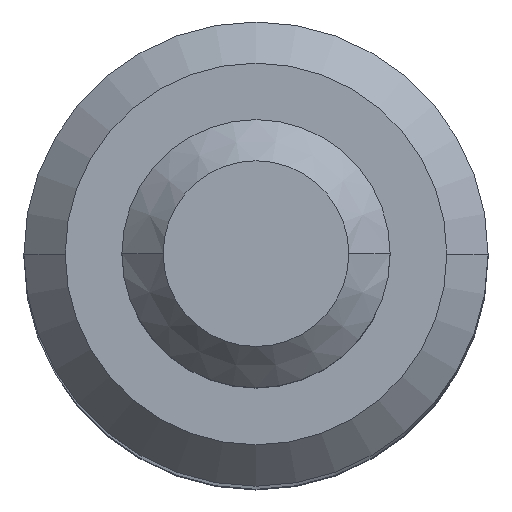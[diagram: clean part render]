
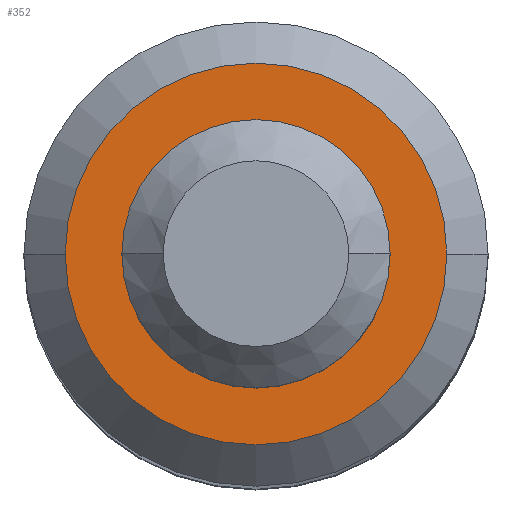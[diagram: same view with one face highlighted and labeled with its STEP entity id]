
A CAD part, top view. The second image highlights one B-rep face of the part: STEP entity #352.
In plain terms, the highlighted planar face has unit normal (0, 0, 1).
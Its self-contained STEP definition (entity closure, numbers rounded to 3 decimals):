
#5 = EDGE_CURVE ( 'NONE', #380, #389, #537, .T. ) ;
#65 = CARTESIAN_POINT ( 'NONE',  ( 1.85, 0., -2.072 ) ) ;
#69 = CARTESIAN_POINT ( 'NONE',  ( -1.85, 0., -2.072 ) ) ;
#113 = DIRECTION ( 'NONE',  ( 1., 0., 0. ) ) ;
#114 = DIRECTION ( 'NONE',  ( 0., 0., -1. ) ) ;
#115 = CARTESIAN_POINT ( 'NONE',  ( 0., 0., -2.072 ) ) ;
#116 = CIRCLE ( 'NONE', #133, 1.3 ) ;
#122 = CARTESIAN_POINT ( 'NONE',  ( 0., 0., -2.072 ) ) ;
#123 = AXIS2_PLACEMENT_3D ( 'NONE', #122, #135, #138 ) ;
#128 = CIRCLE ( 'NONE', #123, 1.85 ) ;
#133 = AXIS2_PLACEMENT_3D ( 'NONE', #115, #114, #113 ) ;
#135 = DIRECTION ( 'NONE',  ( 0., 0., -1. ) ) ;
#138 = DIRECTION ( 'NONE',  ( -1., 0., 0. ) ) ;
#149 = DIRECTION ( 'NONE',  ( 1., 0., 0. ) ) ;
#156 = CIRCLE ( 'NONE', #169, 1.3 ) ;
#166 = DIRECTION ( 'NONE',  ( 0., 0., -1. ) ) ;
#167 = CARTESIAN_POINT ( 'NONE',  ( 0., 0., -2.072 ) ) ;
#169 = AXIS2_PLACEMENT_3D ( 'NONE', #167, #166, #149 ) ;
#277 = VERTEX_POINT ( 'NONE', #467 ) ;
#287 = VERTEX_POINT ( 'NONE', #465 ) ;
#296 = EDGE_LOOP ( 'NONE', ( #301, #350 ) ) ;
#298 = ORIENTED_EDGE ( 'NONE', *, *, #413, .T. ) ;
#301 = ORIENTED_EDGE ( 'NONE', *, *, #5, .F. ) ;
#349 = ORIENTED_EDGE ( 'NONE', *, *, #422, .T. ) ;
#350 = ORIENTED_EDGE ( 'NONE', *, *, #405, .F. ) ;
#352 = ADVANCED_FACE ( 'NONE', ( #479, #525 ), #519, .T. ) ;
#380 = VERTEX_POINT ( 'NONE', #69 ) ;
#389 = VERTEX_POINT ( 'NONE', #65 ) ;
#405 = EDGE_CURVE ( 'NONE', #389, #380, #128, .T. ) ;
#413 = EDGE_CURVE ( 'NONE', #287, #277, #116, .T. ) ;
#417 = EDGE_LOOP ( 'NONE', ( #298, #349 ) ) ;
#422 = EDGE_CURVE ( 'NONE', #277, #287, #156, .T. ) ;
#465 = CARTESIAN_POINT ( 'NONE',  ( 1.3, 0., -2.072 ) ) ;
#467 = CARTESIAN_POINT ( 'NONE',  ( -1.3, 0., -2.072 ) ) ;
#469 = AXIS2_PLACEMENT_3D ( 'NONE', #482, #509, #511 ) ;
#479 = FACE_BOUND ( 'NONE', #417, .T. ) ;
#482 = CARTESIAN_POINT ( 'NONE',  ( 0., 0., -2.072 ) ) ;
#509 = DIRECTION ( 'NONE',  ( 0., 0., -1. ) ) ;
#511 = DIRECTION ( 'NONE',  ( -1., 0., 0. ) ) ;
#514 = DIRECTION ( 'NONE',  ( 1., 0., 0. ) ) ;
#515 = DIRECTION ( 'NONE',  ( 0., 0., 1. ) ) ;
#516 = AXIS2_PLACEMENT_3D ( 'NONE', #518, #515, #514 ) ;
#518 = CARTESIAN_POINT ( 'NONE',  ( 0., 0., -2.072 ) ) ;
#519 = PLANE ( 'NONE',  #516 ) ;
#525 = FACE_OUTER_BOUND ( 'NONE', #296, .T. ) ;
#537 = CIRCLE ( 'NONE', #469, 1.85 ) ;
